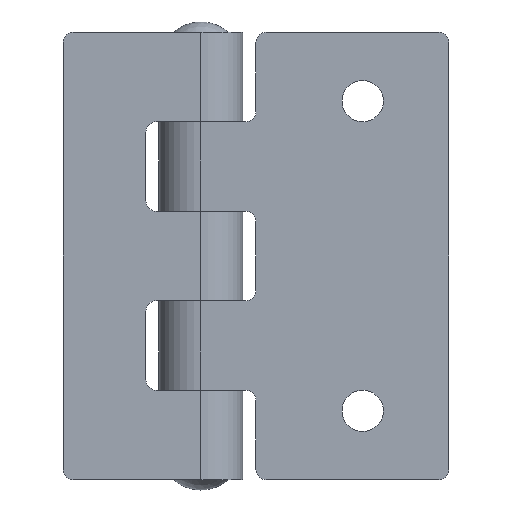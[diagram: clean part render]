
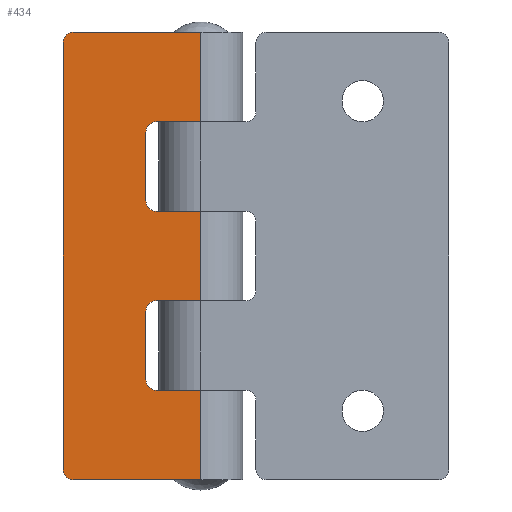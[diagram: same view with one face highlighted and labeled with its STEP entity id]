
A CAD part, front view. The second image highlights one B-rep face of the part: STEP entity #434.
In plain terms, the highlighted planar face has unit normal (0, -1, 0).
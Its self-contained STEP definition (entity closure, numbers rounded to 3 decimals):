
#145 = ORIENTED_EDGE ( 'NONE', *, *, #470, .T. ) ;
#400 = EDGE_CURVE ( 'NONE', #401, #403, #1521, .T. ) ;
#401 = VERTEX_POINT ( 'NONE', #1517 ) ;
#403 = VERTEX_POINT ( 'NONE', #1516 ) ;
#434 = ADVANCED_FACE ( 'NONE', ( #1555 ), #1554, .F. ) ;
#435 = EDGE_LOOP ( 'NONE', ( #436, #437, #439, #440, #441, #444, #1187, #1190, #145, #471, #472, #476, #478, #481, #484, #486, #487, #488 ) ) ;
#436 = ORIENTED_EDGE ( 'NONE', *, *, #400, .T. ) ;
#437 = ORIENTED_EDGE ( 'NONE', *, *, #438, .T. ) ;
#438 = EDGE_CURVE ( 'NONE', #403, #1322, #1549, .T. ) ;
#439 = ORIENTED_EDGE ( 'NONE', *, *, #1324, .T. ) ;
#440 = ORIENTED_EDGE ( 'NONE', *, *, #1385, .F. ) ;
#441 = ORIENTED_EDGE ( 'NONE', *, *, #442, .T. ) ;
#442 = EDGE_CURVE ( 'NONE', #1316, #443, #1544, .T. ) ;
#443 = VERTEX_POINT ( 'NONE', #1540 ) ;
#444 = ORIENTED_EDGE ( 'NONE', *, *, #445, .T. ) ;
#445 = EDGE_CURVE ( 'NONE', #443, #1186, #1602, .T. ) ;
#470 = EDGE_CURVE ( 'NONE', #1472, #1282, #1576, .T. ) ;
#471 = ORIENTED_EDGE ( 'NONE', *, *, #1285, .F. ) ;
#472 = ORIENTED_EDGE ( 'NONE', *, *, #473, .T. ) ;
#473 = EDGE_CURVE ( 'NONE', #1281, #474, #1572, .T. ) ;
#474 = VERTEX_POINT ( 'NONE', #1632 ) ;
#475 = VERTEX_POINT ( 'NONE', #1631 ) ;
#476 = ORIENTED_EDGE ( 'NONE', *, *, #477, .T. ) ;
#477 = EDGE_CURVE ( 'NONE', #474, #475, #1630, .T. ) ;
#478 = ORIENTED_EDGE ( 'NONE', *, *, #479, .T. ) ;
#479 = EDGE_CURVE ( 'NONE', #475, #480, #1625, .T. ) ;
#480 = VERTEX_POINT ( 'NONE', #1621 ) ;
#481 = ORIENTED_EDGE ( 'NONE', *, *, #482, .T. ) ;
#482 = EDGE_CURVE ( 'NONE', #480, #483, #1620, .T. ) ;
#483 = VERTEX_POINT ( 'NONE', #1615 ) ;
#484 = ORIENTED_EDGE ( 'NONE', *, *, #485, .T. ) ;
#485 = EDGE_CURVE ( 'NONE', #483, #1264, #1614, .T. ) ;
#486 = ORIENTED_EDGE ( 'NONE', *, *, #1263, .F. ) ;
#487 = ORIENTED_EDGE ( 'NONE', *, *, #1346, .F. ) ;
#488 = ORIENTED_EDGE ( 'NONE', *, *, #489, .T. ) ;
#489 = EDGE_CURVE ( 'NONE', #1336, #401, #1610, .T. ) ;
#993 = DIRECTION ( 'NONE',  ( 1., 0., 0. ) ) ;
#994 = VECTOR ( 'NONE', #993, 1000. ) ;
#1186 = VERTEX_POINT ( 'NONE', #1954 ) ;
#1187 = ORIENTED_EDGE ( 'NONE', *, *, #1188, .T. ) ;
#1188 = EDGE_CURVE ( 'NONE', #1186, #1189, #1708, .T. ) ;
#1189 = VERTEX_POINT ( 'NONE', #2015 ) ;
#1190 = ORIENTED_EDGE ( 'NONE', *, *, #1191, .T. ) ;
#1191 = EDGE_CURVE ( 'NONE', #1189, #1472, #2014, .T. ) ;
#1261 = VERTEX_POINT ( 'NONE', #2130 ) ;
#1263 = EDGE_CURVE ( 'NONE', #1261, #1264, #2129, .T. ) ;
#1264 = VERTEX_POINT ( 'NONE', #2125 ) ;
#1281 = VERTEX_POINT ( 'NONE', #2162 ) ;
#1282 = VERTEX_POINT ( 'NONE', #2161 ) ;
#1285 = EDGE_CURVE ( 'NONE', #1281, #1282, #2160, .T. ) ;
#1316 = VERTEX_POINT ( 'NONE', #2211 ) ;
#1321 = VERTEX_POINT ( 'NONE', #2205 ) ;
#1322 = VERTEX_POINT ( 'NONE', #2204 ) ;
#1324 = EDGE_CURVE ( 'NONE', #1322, #1321, #1433, .T. ) ;
#1336 = VERTEX_POINT ( 'NONE', #2251 ) ;
#1346 = EDGE_CURVE ( 'NONE', #1336, #1261, #2239, .T. ) ;
#1385 = EDGE_CURVE ( 'NONE', #1316, #1321, #2356, .T. ) ;
#1432 = VECTOR ( 'NONE', #1439, 1000. ) ;
#1433 = LINE ( 'NONE', #1474, #994 ) ;
#1439 = DIRECTION ( 'NONE',  ( 0., 0., 1. ) ) ;
#1472 = VERTEX_POINT ( 'NONE', #2409 ) ;
#1474 = CARTESIAN_POINT ( 'NONE',  ( 0., -6.1, -32.5 ) ) ;
#1516 = CARTESIAN_POINT ( 'NONE',  ( -20., -6.1, -31. ) ) ;
#1517 = CARTESIAN_POINT ( 'NONE',  ( -20., -6.1, 31. ) ) ;
#1518 = DIRECTION ( 'NONE',  ( 0., 0., -1. ) ) ;
#1519 = VECTOR ( 'NONE', #1518, 1000. ) ;
#1520 = CARTESIAN_POINT ( 'NONE',  ( -20., -6.1, 32.5 ) ) ;
#1521 = LINE ( 'NONE', #1520, #1519 ) ;
#1540 = CARTESIAN_POINT ( 'NONE',  ( -6.5, -6.1, -19.5 ) ) ;
#1541 = DIRECTION ( 'NONE',  ( -1., 0., 0. ) ) ;
#1542 = VECTOR ( 'NONE', #1541, 1000. ) ;
#1543 = CARTESIAN_POINT ( 'NONE',  ( 0., -6.1, -19.5 ) ) ;
#1544 = LINE ( 'NONE', #1543, #1542 ) ;
#1545 = DIRECTION ( 'NONE',  ( -1., 0., 0. ) ) ;
#1546 = DIRECTION ( 'NONE',  ( 0., -1., 0. ) ) ;
#1547 = CARTESIAN_POINT ( 'NONE',  ( -18.5, -6.1, -31. ) ) ;
#1548 = AXIS2_PLACEMENT_3D ( 'NONE', #1547, #1546, #1545 ) ;
#1549 = CIRCLE ( 'NONE', #1548, 1.5 ) ;
#1550 = DIRECTION ( 'NONE',  ( -1., 0., 0. ) ) ;
#1551 = DIRECTION ( 'NONE',  ( 0., 1., 0. ) ) ;
#1552 = CARTESIAN_POINT ( 'NONE',  ( 0., -6.1, 32.5 ) ) ;
#1553 = AXIS2_PLACEMENT_3D ( 'NONE', #1552, #1551, #1550 ) ;
#1554 = PLANE ( 'NONE',  #1553 ) ;
#1555 = FACE_OUTER_BOUND ( 'NONE', #435, .T. ) ;
#1571 = CARTESIAN_POINT ( 'NONE',  ( 0., -6.1, 6.5 ) ) ;
#1572 = LINE ( 'NONE', #1571, #1634 ) ;
#1573 = DIRECTION ( 'NONE',  ( 1., 0., 0. ) ) ;
#1574 = VECTOR ( 'NONE', #1573, 1000. ) ;
#1575 = CARTESIAN_POINT ( 'NONE',  ( 0., -6.1, -6.5 ) ) ;
#1576 = LINE ( 'NONE', #1575, #1574 ) ;
#1598 = DIRECTION ( 'NONE',  ( -1., 0., 0. ) ) ;
#1599 = DIRECTION ( 'NONE',  ( 0., 1., 0. ) ) ;
#1600 = CARTESIAN_POINT ( 'NONE',  ( -6.5, -6.1, -18. ) ) ;
#1601 = AXIS2_PLACEMENT_3D ( 'NONE', #1600, #1599, #1598 ) ;
#1602 = CIRCLE ( 'NONE', #1601, 1.5 ) ;
#1606 = DIRECTION ( 'NONE',  ( -1., 0., 0. ) ) ;
#1607 = DIRECTION ( 'NONE',  ( 0., -1., 0. ) ) ;
#1608 = CARTESIAN_POINT ( 'NONE',  ( -18.5, -6.1, 31. ) ) ;
#1609 = AXIS2_PLACEMENT_3D ( 'NONE', #1608, #1607, #1606 ) ;
#1610 = CIRCLE ( 'NONE', #1609, 1.5 ) ;
#1611 = DIRECTION ( 'NONE',  ( 1., 0., 0. ) ) ;
#1612 = VECTOR ( 'NONE', #1611, 1000. ) ;
#1613 = CARTESIAN_POINT ( 'NONE',  ( 0., -6.1, 19.5 ) ) ;
#1614 = LINE ( 'NONE', #1613, #1612 ) ;
#1615 = CARTESIAN_POINT ( 'NONE',  ( -6.5, -6.1, 19.5 ) ) ;
#1616 = DIRECTION ( 'NONE',  ( -1., 0., 0. ) ) ;
#1617 = DIRECTION ( 'NONE',  ( 0., 1., 0. ) ) ;
#1618 = CARTESIAN_POINT ( 'NONE',  ( -6.5, -6.1, 18. ) ) ;
#1619 = AXIS2_PLACEMENT_3D ( 'NONE', #1618, #1617, #1616 ) ;
#1620 = CIRCLE ( 'NONE', #1619, 1.5 ) ;
#1621 = CARTESIAN_POINT ( 'NONE',  ( -8., -6.1, 18. ) ) ;
#1622 = DIRECTION ( 'NONE',  ( 0., 0., 1. ) ) ;
#1623 = VECTOR ( 'NONE', #1622, 1000. ) ;
#1624 = CARTESIAN_POINT ( 'NONE',  ( -8., -6.1, 32.5 ) ) ;
#1625 = LINE ( 'NONE', #1624, #1623 ) ;
#1626 = DIRECTION ( 'NONE',  ( -1., 0., 0. ) ) ;
#1627 = DIRECTION ( 'NONE',  ( 0., 1., 0. ) ) ;
#1628 = CARTESIAN_POINT ( 'NONE',  ( -6.5, -6.1, 8. ) ) ;
#1629 = AXIS2_PLACEMENT_3D ( 'NONE', #1628, #1627, #1626 ) ;
#1630 = CIRCLE ( 'NONE', #1629, 1.5 ) ;
#1631 = CARTESIAN_POINT ( 'NONE',  ( -8., -6.1, 8. ) ) ;
#1632 = CARTESIAN_POINT ( 'NONE',  ( -6.5, -6.1, 6.5 ) ) ;
#1633 = DIRECTION ( 'NONE',  ( -1., 0., 0. ) ) ;
#1634 = VECTOR ( 'NONE', #1633, 1000. ) ;
#1702 = CARTESIAN_POINT ( 'NONE',  ( -8., -6.1, 32.5 ) ) ;
#1708 = LINE ( 'NONE', #1702, #1432 ) ;
#1954 = CARTESIAN_POINT ( 'NONE',  ( -8., -6.1, -18. ) ) ;
#2010 = DIRECTION ( 'NONE',  ( -1., 0., 0. ) ) ;
#2011 = DIRECTION ( 'NONE',  ( 0., 1., 0. ) ) ;
#2012 = CARTESIAN_POINT ( 'NONE',  ( -6.5, -6.1, -8. ) ) ;
#2013 = AXIS2_PLACEMENT_3D ( 'NONE', #2012, #2011, #2010 ) ;
#2014 = CIRCLE ( 'NONE', #2013, 1.5 ) ;
#2015 = CARTESIAN_POINT ( 'NONE',  ( -8., -6.1, -8. ) ) ;
#2125 = CARTESIAN_POINT ( 'NONE',  ( 0., -6.1, 19.5 ) ) ;
#2126 = DIRECTION ( 'NONE',  ( 0., 0., -1. ) ) ;
#2127 = VECTOR ( 'NONE', #2126, 1000. ) ;
#2128 = CARTESIAN_POINT ( 'NONE',  ( 0., -6.1, 32.5 ) ) ;
#2129 = LINE ( 'NONE', #2128, #2127 ) ;
#2130 = CARTESIAN_POINT ( 'NONE',  ( 0., -6.1, 32.5 ) ) ;
#2152 = DIRECTION ( 'NONE',  ( 0., 0., -1. ) ) ;
#2153 = VECTOR ( 'NONE', #2152, 1000. ) ;
#2154 = CARTESIAN_POINT ( 'NONE',  ( 0., -6.1, 32.5 ) ) ;
#2160 = LINE ( 'NONE', #2154, #2153 ) ;
#2161 = CARTESIAN_POINT ( 'NONE',  ( 0., -6.1, -6.5 ) ) ;
#2162 = CARTESIAN_POINT ( 'NONE',  ( 0., -6.1, 6.5 ) ) ;
#2204 = CARTESIAN_POINT ( 'NONE',  ( -18.5, -6.1, -32.5 ) ) ;
#2205 = CARTESIAN_POINT ( 'NONE',  ( 0., -6.1, -32.5 ) ) ;
#2211 = CARTESIAN_POINT ( 'NONE',  ( 0., -6.1, -19.5 ) ) ;
#2236 = DIRECTION ( 'NONE',  ( 1., 0., 0. ) ) ;
#2237 = VECTOR ( 'NONE', #2236, 1000. ) ;
#2238 = CARTESIAN_POINT ( 'NONE',  ( 0., -6.1, 32.5 ) ) ;
#2239 = LINE ( 'NONE', #2238, #2237 ) ;
#2251 = CARTESIAN_POINT ( 'NONE',  ( -18.5, -6.1, 32.5 ) ) ;
#2353 = DIRECTION ( 'NONE',  ( 0., 0., -1. ) ) ;
#2354 = VECTOR ( 'NONE', #2353, 1000. ) ;
#2355 = CARTESIAN_POINT ( 'NONE',  ( 0., -6.1, 32.5 ) ) ;
#2356 = LINE ( 'NONE', #2355, #2354 ) ;
#2409 = CARTESIAN_POINT ( 'NONE',  ( -6.5, -6.1, -6.5 ) ) ;
